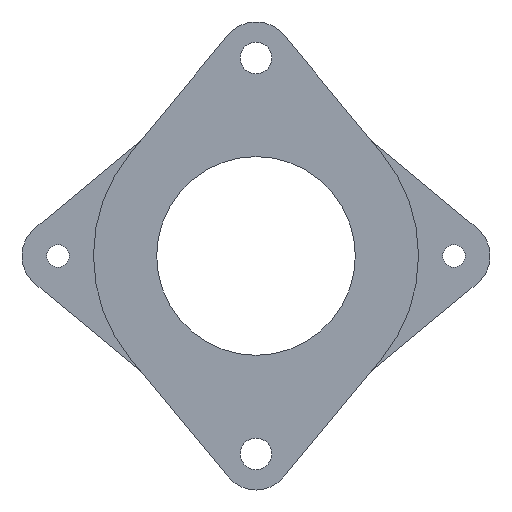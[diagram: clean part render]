
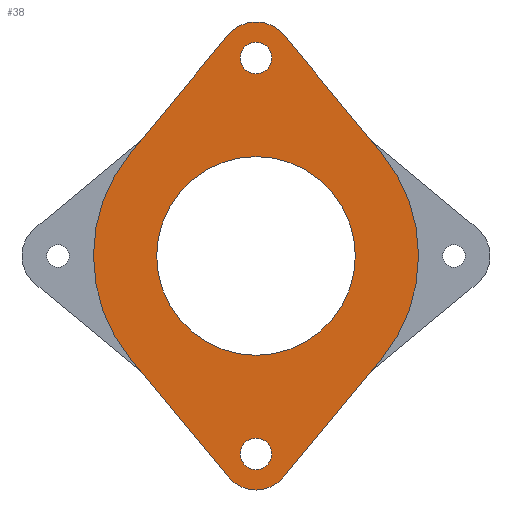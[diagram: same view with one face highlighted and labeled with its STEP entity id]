
A CAD part, front view. The second image highlights one B-rep face of the part: STEP entity #38.
In plain terms, the highlighted planar face has unit normal (0, -1, 0).
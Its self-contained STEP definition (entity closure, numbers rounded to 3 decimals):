
#38 = ADVANCED_FACE ( 'NONE', ( #66, #70, #67, #65 ), #1284, .F. ) ;
#65 = FACE_BOUND ( 'NONE', #1841, .T. ) ;
#66 = FACE_BOUND ( 'NONE', #1836, .T. ) ;
#67 = FACE_BOUND ( 'NONE', #1837, .T. ) ;
#70 = FACE_OUTER_BOUND ( 'NONE', #1840, .T. ) ;
#113 = CIRCLE ( 'NONE', #637, 4. ) ;
#132 = CIRCLE ( 'NONE', #592, 4. ) ;
#133 = CIRCLE ( 'NONE', #629, 1.75 ) ;
#134 = LINE ( 'NONE', #239, #137 ) ;
#135 = CIRCLE ( 'NONE', #612, 18. ) ;
#136 = LINE ( 'NONE', #244, #140 ) ;
#137 = VECTOR ( 'NONE', #229, 1000. ) ;
#138 = CIRCLE ( 'NONE', #635, 4. ) ;
#139 = LINE ( 'NONE', #713, #143 ) ;
#140 = VECTOR ( 'NONE', #243, 1000. ) ;
#141 = CIRCLE ( 'NONE', #572, 18. ) ;
#142 = LINE ( 'NONE', #719, #146 ) ;
#143 = VECTOR ( 'NONE', #715, 1000. ) ;
#144 = CIRCLE ( 'NONE', #654, 1.75 ) ;
#145 = CIRCLE ( 'NONE', #579, 11. ) ;
#146 = VECTOR ( 'NONE', #714, 1000. ) ;
#229 = DIRECTION ( 'NONE',  ( -0.639, 0., -0.769 ) ) ;
#236 = CARTESIAN_POINT ( 'NONE',  ( 0., 0., -21.92 ) ) ;
#237 = DIRECTION ( 'NONE',  ( 0., 1., 0. ) ) ;
#238 = DIRECTION ( 'NONE',  ( 0., 0., 1. ) ) ;
#239 = CARTESIAN_POINT ( 'NONE',  ( 3.078, 0., -24.475 ) ) ;
#240 = CARTESIAN_POINT ( 'NONE',  ( 0., 0., -21.92 ) ) ;
#241 = DIRECTION ( 'NONE',  ( 0., 1., 0. ) ) ;
#242 = DIRECTION ( 'NONE',  ( 0., 0., 1. ) ) ;
#243 = DIRECTION ( 'NONE',  ( 0.639, 0., -0.769 ) ) ;
#244 = CARTESIAN_POINT ( 'NONE',  ( 3.078, 0., 24.475 ) ) ;
#245 = CARTESIAN_POINT ( 'NONE',  ( 0., 0., 0. ) ) ;
#246 = DIRECTION ( 'NONE',  ( 0., 1., 0. ) ) ;
#247 = DIRECTION ( 'NONE',  ( 0., 0., 1. ) ) ;
#284 = VERTEX_POINT ( 'NONE', #706 ) ;
#291 = VERTEX_POINT ( 'NONE', #1146 ) ;
#302 = VERTEX_POINT ( 'NONE', #1150 ) ;
#303 = VERTEX_POINT ( 'NONE', #1154 ) ;
#310 = VERTEX_POINT ( 'NONE', #1159 ) ;
#316 = VERTEX_POINT ( 'NONE', #1165 ) ;
#323 = VERTEX_POINT ( 'NONE', #1172 ) ;
#324 = VERTEX_POINT ( 'NONE', #1173 ) ;
#328 = VERTEX_POINT ( 'NONE', #1177 ) ;
#330 = VERTEX_POINT ( 'NONE', #1179 ) ;
#331 = VERTEX_POINT ( 'NONE', #1180 ) ;
#333 = VERTEX_POINT ( 'NONE', #1182 ) ;
#375 = VERTEX_POINT ( 'NONE', #855 ) ;
#376 = VERTEX_POINT ( 'NONE', #857 ) ;
#380 = VERTEX_POINT ( 'NONE', #859 ) ;
#542 = AXIS2_PLACEMENT_3D ( 'NONE', #998, #999, #1000 ) ;
#547 = AXIS2_PLACEMENT_3D ( 'NONE', #987, #988, #989 ) ;
#550 = AXIS2_PLACEMENT_3D ( 'NONE', #977, #978, #979 ) ;
#572 = AXIS2_PLACEMENT_3D ( 'NONE', #716, #717, #718 ) ;
#579 = AXIS2_PLACEMENT_3D ( 'NONE', #721, #722, #723 ) ;
#592 = AXIS2_PLACEMENT_3D ( 'NONE', #240, #241, #242 ) ;
#612 = AXIS2_PLACEMENT_3D ( 'NONE', #245, #246, #247 ) ;
#628 = AXIS2_PLACEMENT_3D ( 'NONE', #1205, #1206, #1207 ) ;
#629 = AXIS2_PLACEMENT_3D ( 'NONE', #236, #237, #238 ) ;
#635 = AXIS2_PLACEMENT_3D ( 'NONE', #710, #711, #712 ) ;
#637 = AXIS2_PLACEMENT_3D ( 'NONE', #1877, #1878, #1879 ) ;
#654 = AXIS2_PLACEMENT_3D ( 'NONE', #725, #726, #727 ) ;
#706 = CARTESIAN_POINT ( 'NONE',  ( 0., 0., 20.17 ) ) ;
#710 = CARTESIAN_POINT ( 'NONE',  ( 0., 0., 21.92 ) ) ;
#711 = DIRECTION ( 'NONE',  ( 0., 1., 0. ) ) ;
#712 = DIRECTION ( 'NONE',  ( 0., 0., -1. ) ) ;
#713 = CARTESIAN_POINT ( 'NONE',  ( -3.078, 0., 24.475 ) ) ;
#714 = DIRECTION ( 'NONE',  ( -0.639, 0., 0.769 ) ) ;
#715 = DIRECTION ( 'NONE',  ( 0.639, 0., 0.769 ) ) ;
#716 = CARTESIAN_POINT ( 'NONE',  ( 0., 0., 0. ) ) ;
#717 = DIRECTION ( 'NONE',  ( 0., 1., 0. ) ) ;
#718 = DIRECTION ( 'NONE',  ( 0., 0., 1. ) ) ;
#719 = CARTESIAN_POINT ( 'NONE',  ( -3.078, 0., -24.475 ) ) ;
#721 = CARTESIAN_POINT ( 'NONE',  ( 0., 0., 0. ) ) ;
#722 = DIRECTION ( 'NONE',  ( 0., 1., 0. ) ) ;
#723 = DIRECTION ( 'NONE',  ( 0., 0., 1. ) ) ;
#725 = CARTESIAN_POINT ( 'NONE',  ( 0., 0., 21.92 ) ) ;
#726 = DIRECTION ( 'NONE',  ( 0., 1., 0. ) ) ;
#727 = DIRECTION ( 'NONE',  ( 0., 0., -1. ) ) ;
#855 = CARTESIAN_POINT ( 'NONE',  ( -13.85, 0., 11.496 ) ) ;
#857 = CARTESIAN_POINT ( 'NONE',  ( 0., 0., 23.67 ) ) ;
#859 = CARTESIAN_POINT ( 'NONE',  ( 0., 0., -23.67 ) ) ;
#977 = CARTESIAN_POINT ( 'NONE',  ( 0., 0., 21.92 ) ) ;
#978 = DIRECTION ( 'NONE',  ( 0., 1., 0. ) ) ;
#979 = DIRECTION ( 'NONE',  ( 0., 0., -1. ) ) ;
#987 = CARTESIAN_POINT ( 'NONE',  ( 0., 0., -21.92 ) ) ;
#988 = DIRECTION ( 'NONE',  ( 0., 1., 0. ) ) ;
#989 = DIRECTION ( 'NONE',  ( 0., 0., 1. ) ) ;
#998 = CARTESIAN_POINT ( 'NONE',  ( 0., 0., 0. ) ) ;
#999 = DIRECTION ( 'NONE',  ( 0., 1., 0. ) ) ;
#1000 = DIRECTION ( 'NONE',  ( 0., 0., 1. ) ) ;
#1146 = CARTESIAN_POINT ( 'NONE',  ( 0., 0., -20.17 ) ) ;
#1150 = CARTESIAN_POINT ( 'NONE',  ( -3.078, 0., 24.475 ) ) ;
#1154 = CARTESIAN_POINT ( 'NONE',  ( -3.078, 0., -24.475 ) ) ;
#1159 = CARTESIAN_POINT ( 'NONE',  ( 0., 0., -25.92 ) ) ;
#1165 = CARTESIAN_POINT ( 'NONE',  ( -13.85, 0., -11.496 ) ) ;
#1172 = CARTESIAN_POINT ( 'NONE',  ( 0., 0., 11. ) ) ;
#1173 = CARTESIAN_POINT ( 'NONE',  ( 13.85, 0., 11.496 ) ) ;
#1177 = CARTESIAN_POINT ( 'NONE',  ( 3.078, 0., 24.475 ) ) ;
#1179 = CARTESIAN_POINT ( 'NONE',  ( 3.078, 0., -24.475 ) ) ;
#1180 = CARTESIAN_POINT ( 'NONE',  ( 13.85, 0., -11.496 ) ) ;
#1182 = CARTESIAN_POINT ( 'NONE',  ( 0., 0., -11. ) ) ;
#1205 = CARTESIAN_POINT ( 'NONE',  ( 0., 0., -21.92 ) ) ;
#1206 = DIRECTION ( 'NONE',  ( 0., 1., 0. ) ) ;
#1207 = DIRECTION ( 'NONE',  ( 0., 0., 1. ) ) ;
#1284 = PLANE ( 'NONE',  #628 ) ;
#1375 = EDGE_CURVE ( 'NONE', #310, #303, #113, .T. ) ;
#1434 = EDGE_CURVE ( 'NONE', #291, #380, #133, .T. ) ;
#1435 = EDGE_CURVE ( 'NONE', #330, #310, #132, .T. ) ;
#1436 = EDGE_CURVE ( 'NONE', #331, #330, #134, .T. ) ;
#1437 = EDGE_CURVE ( 'NONE', #324, #331, #135, .T. ) ;
#1438 = EDGE_CURVE ( 'NONE', #328, #324, #136, .T. ) ;
#1439 = EDGE_CURVE ( 'NONE', #302, #328, #138, .T. ) ;
#1440 = EDGE_CURVE ( 'NONE', #375, #302, #139, .T. ) ;
#1441 = EDGE_CURVE ( 'NONE', #316, #375, #141, .T. ) ;
#1442 = EDGE_CURVE ( 'NONE', #303, #316, #142, .T. ) ;
#1443 = EDGE_CURVE ( 'NONE', #323, #333, #145, .T. ) ;
#1444 = EDGE_CURVE ( 'NONE', #376, #284, #144, .T. ) ;
#1510 = EDGE_CURVE ( 'NONE', #284, #376, #1565, .T. ) ;
#1514 = EDGE_CURVE ( 'NONE', #380, #291, #1571, .T. ) ;
#1518 = EDGE_CURVE ( 'NONE', #333, #323, #1577, .T. ) ;
#1565 = CIRCLE ( 'NONE', #550, 1.75 ) ;
#1571 = CIRCLE ( 'NONE', #547, 1.75 ) ;
#1577 = CIRCLE ( 'NONE', #542, 11. ) ;
#1670 = ORIENTED_EDGE ( 'NONE', *, *, #1514, .T. ) ;
#1671 = ORIENTED_EDGE ( 'NONE', *, *, #1434, .T. ) ;
#1672 = ORIENTED_EDGE ( 'NONE', *, *, #1435, .F. ) ;
#1673 = ORIENTED_EDGE ( 'NONE', *, *, #1436, .F. ) ;
#1674 = ORIENTED_EDGE ( 'NONE', *, *, #1437, .F. ) ;
#1675 = ORIENTED_EDGE ( 'NONE', *, *, #1438, .F. ) ;
#1676 = ORIENTED_EDGE ( 'NONE', *, *, #1439, .F. ) ;
#1677 = ORIENTED_EDGE ( 'NONE', *, *, #1440, .F. ) ;
#1678 = ORIENTED_EDGE ( 'NONE', *, *, #1441, .F. ) ;
#1679 = ORIENTED_EDGE ( 'NONE', *, *, #1442, .F. ) ;
#1680 = ORIENTED_EDGE ( 'NONE', *, *, #1375, .F. ) ;
#1681 = ORIENTED_EDGE ( 'NONE', *, *, #1518, .T. ) ;
#1682 = ORIENTED_EDGE ( 'NONE', *, *, #1443, .T. ) ;
#1683 = ORIENTED_EDGE ( 'NONE', *, *, #1510, .T. ) ;
#1684 = ORIENTED_EDGE ( 'NONE', *, *, #1444, .T. ) ;
#1836 = EDGE_LOOP ( 'NONE', ( #1670, #1671 ) ) ;
#1837 = EDGE_LOOP ( 'NONE', ( #1681, #1682 ) ) ;
#1840 = EDGE_LOOP ( 'NONE', ( #1672, #1673, #1674, #1675, #1676, #1677, #1678, #1679, #1680 ) ) ;
#1841 = EDGE_LOOP ( 'NONE', ( #1683, #1684 ) ) ;
#1877 = CARTESIAN_POINT ( 'NONE',  ( 0., 0., -21.92 ) ) ;
#1878 = DIRECTION ( 'NONE',  ( 0., 1., 0. ) ) ;
#1879 = DIRECTION ( 'NONE',  ( 0., 0., 1. ) ) ;
